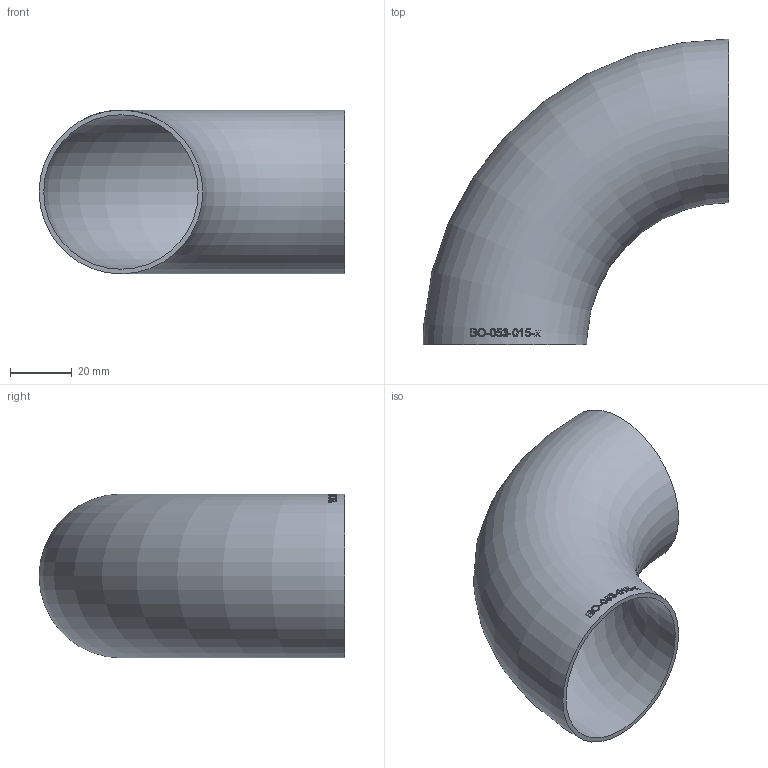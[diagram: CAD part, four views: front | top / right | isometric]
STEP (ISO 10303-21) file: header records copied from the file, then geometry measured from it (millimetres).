
FILE_DESCRIPTION (( 'STEP AP214' ), '1' );
FILE_NAME ('BO-053-015-x Bogen 1911.STEP', '2019-11-04T09:51:10', ( '' ), ( '' ), 'SwSTEP 2.0', 'SolidWorks 2016', '' );
FILE_SCHEMA (( 'AUTOMOTIVE_DESIGN' ));
Length unit declared in the file: millimetre
Products named in the file (1): BO-053-015-x Bogen 1911
Bounding box: 99 x 99 x 53 mm (x, y, z)
Volume: 27636.2 mm3; surface area: 37347.8 mm2
Topology: 1 solids, 1 shells, 142 faces, 373 edges, 249 vertices
Faces by surface type: bspline 64, plane 57, torus 21
Entity records: 8595 total; most frequent: CARTESIAN_POINT 4347, ORIENTED_EDGE 722, EDGE_CURVE 361, DIRECTION 281, VERTEX_POINT 242, B_SPLINE_CURVE_WITH_KNOTS 238, EDGE_LOOP 161, FACE_OUTER_BOUND 142
